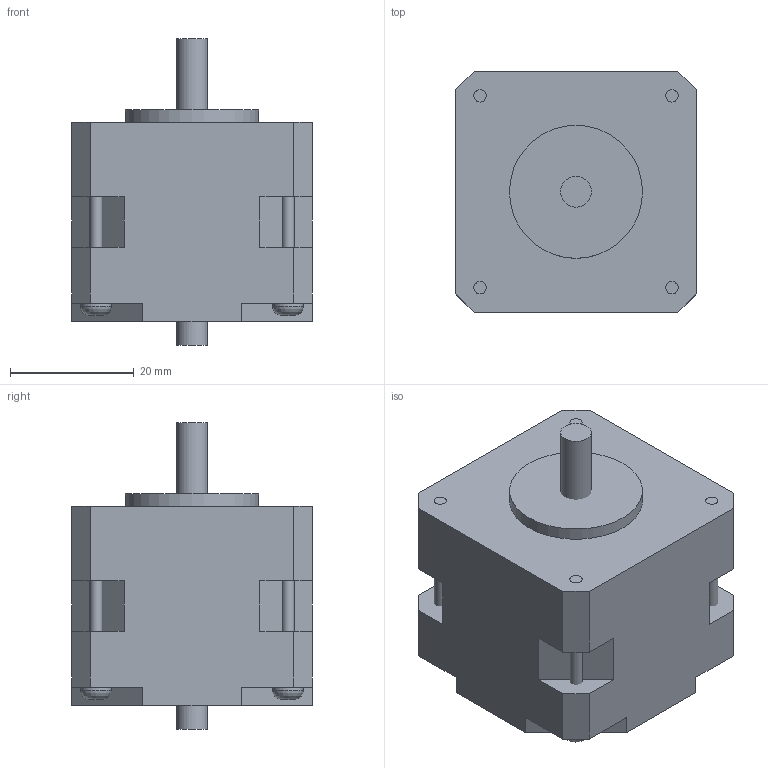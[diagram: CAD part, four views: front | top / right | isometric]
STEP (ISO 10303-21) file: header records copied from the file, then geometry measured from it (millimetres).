
FILE_DESCRIPTION(('FreeCAD Model'),'2;1');
FILE_NAME('stepper-motor.step','2020-03-21T22:00:06',('Author'),(''), 'Open CASCADE STEP processor 7.3','FreeCAD','Unknown');
FILE_SCHEMA(('AUTOMOTIVE_DESIGN { 1 0 10303 214 1 1 1 1 }'));
Length unit declared in the file: millimetre
Products named in the file (3): body-screw-Array; motor-body; motor-shaft
Bounding box: 38.9 x 38.9 x 49.5 mm (x, y, z)
Volume: 48567.5 mm3; surface area: 9785.5 mm2
Topology: 6 solids, 6 shells, 63 faces, 134 edges, 88 vertices
Faces by surface type: plane 49, cylinder 10, revolution 4
Full cylindrical faces by diameter (mm): 2 x4, 5 x5, 21.5 x1
Entity records: 3645 total; most frequent: CARTESIAN_POINT 626, DIRECTION 522, LINE 322, VECTOR 322, ORIENTED_EDGE 268, PCURVE 268, DEFINITIONAL_REPRESENTATION 268, EDGE_CURVE 134
